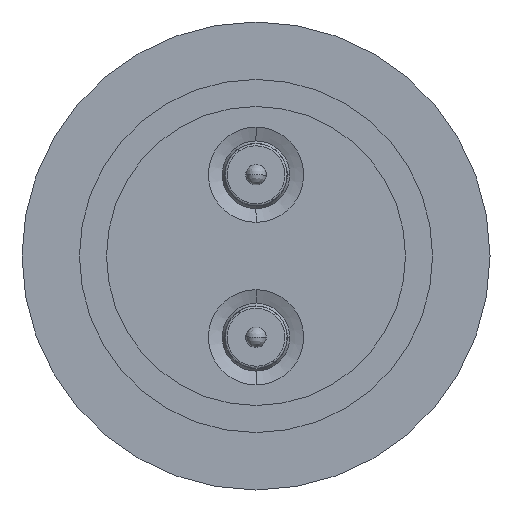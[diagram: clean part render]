
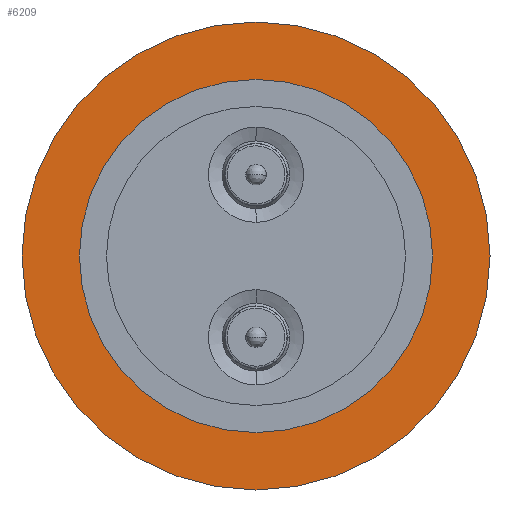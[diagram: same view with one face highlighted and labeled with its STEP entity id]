
A CAD part, front view. The second image highlights one B-rep face of the part: STEP entity #6209.
In plain terms, the highlighted planar face has unit normal (0, -1, 0).
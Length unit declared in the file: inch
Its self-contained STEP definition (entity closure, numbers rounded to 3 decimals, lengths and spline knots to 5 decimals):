
#28 = EDGE_CURVE ( 'NONE', #2815, #2781, #348, .T. ) ;
#36 = EDGE_CURVE ( 'NONE', #3048, #3056, #1036, .T. ) ;
#157 = AXIS2_PLACEMENT_3D ( 'NONE', #3943, #3948, #3949 ) ;
#174 = AXIS2_PLACEMENT_3D ( 'NONE', #694, #695, #731 ) ;
#188 = AXIS2_PLACEMENT_3D ( 'NONE', #512, #511, #510 ) ;
#219 = EDGE_LOOP ( 'NONE', ( #3230, #2733 ) ) ;
#280 = EDGE_LOOP ( 'NONE', ( #2737, #2738 ) ) ;
#348 = CIRCLE ( 'NONE', #188, 1.08 ) ;
#510 = DIRECTION ( 'NONE',  ( 0., 0., -1. ) ) ;
#511 = DIRECTION ( 'NONE',  ( 0., 1., 0. ) ) ;
#512 = CARTESIAN_POINT ( 'NONE',  ( 0., 0., 0. ) ) ;
#694 = CARTESIAN_POINT ( 'NONE',  ( 0., 0., 0. ) ) ;
#695 = DIRECTION ( 'NONE',  ( 0., -1., 0. ) ) ;
#731 = DIRECTION ( 'NONE',  ( 0., 0., 1. ) ) ;
#795 = FACE_OUTER_BOUND ( 'NONE', #280, .T. ) ;
#801 = FACE_BOUND ( 'NONE', #219, .T. ) ;
#1036 = CIRCLE ( 'NONE', #174, 0.815 ) ;
#2135 = CIRCLE ( 'NONE', #6009, 0.815 ) ;
#2137 = CIRCLE ( 'NONE', #6001, 1.08 ) ;
#2733 = ORIENTED_EDGE ( 'NONE', *, *, #6506, .F. ) ;
#2737 = ORIENTED_EDGE ( 'NONE', *, *, #28, .F. ) ;
#2738 = ORIENTED_EDGE ( 'NONE', *, *, #6497, .F. ) ;
#2781 = VERTEX_POINT ( 'NONE', #4611 ) ;
#2815 = VERTEX_POINT ( 'NONE', #4668 ) ;
#3048 = VERTEX_POINT ( 'NONE', #5525 ) ;
#3056 = VERTEX_POINT ( 'NONE', #5533 ) ;
#3230 = ORIENTED_EDGE ( 'NONE', *, *, #36, .F. ) ;
#3741 = CARTESIAN_POINT ( 'NONE',  ( 0., 0., 0. ) ) ;
#3742 = DIRECTION ( 'NONE',  ( 0., 1., 0. ) ) ;
#3743 = DIRECTION ( 'NONE',  ( 0., 0., -1. ) ) ;
#3767 = CARTESIAN_POINT ( 'NONE',  ( 0., 0., 0. ) ) ;
#3768 = DIRECTION ( 'NONE',  ( 0., -1., 0. ) ) ;
#3769 = DIRECTION ( 'NONE',  ( 0., 0., 1. ) ) ;
#3943 = CARTESIAN_POINT ( 'NONE',  ( 0., 0., 0. ) ) ;
#3946 = PLANE ( 'NONE',  #157 ) ;
#3948 = DIRECTION ( 'NONE',  ( 0., 1., 0. ) ) ;
#3949 = DIRECTION ( 'NONE',  ( 0., 0., -1. ) ) ;
#4611 = CARTESIAN_POINT ( 'NONE',  ( 0., 0., -1.08 ) ) ;
#4668 = CARTESIAN_POINT ( 'NONE',  ( 0., 0., 1.08 ) ) ;
#5525 = CARTESIAN_POINT ( 'NONE',  ( 0., 0., 0.815 ) ) ;
#5533 = CARTESIAN_POINT ( 'NONE',  ( 0., 0., -0.815 ) ) ;
#6001 = AXIS2_PLACEMENT_3D ( 'NONE', #3741, #3742, #3743 ) ;
#6009 = AXIS2_PLACEMENT_3D ( 'NONE', #3767, #3768, #3769 ) ;
#6209 = ADVANCED_FACE ( 'NONE', ( #801, #795 ), #3946, .F. ) ;
#6497 = EDGE_CURVE ( 'NONE', #2781, #2815, #2137, .T. ) ;
#6506 = EDGE_CURVE ( 'NONE', #3056, #3048, #2135, .T. ) ;
